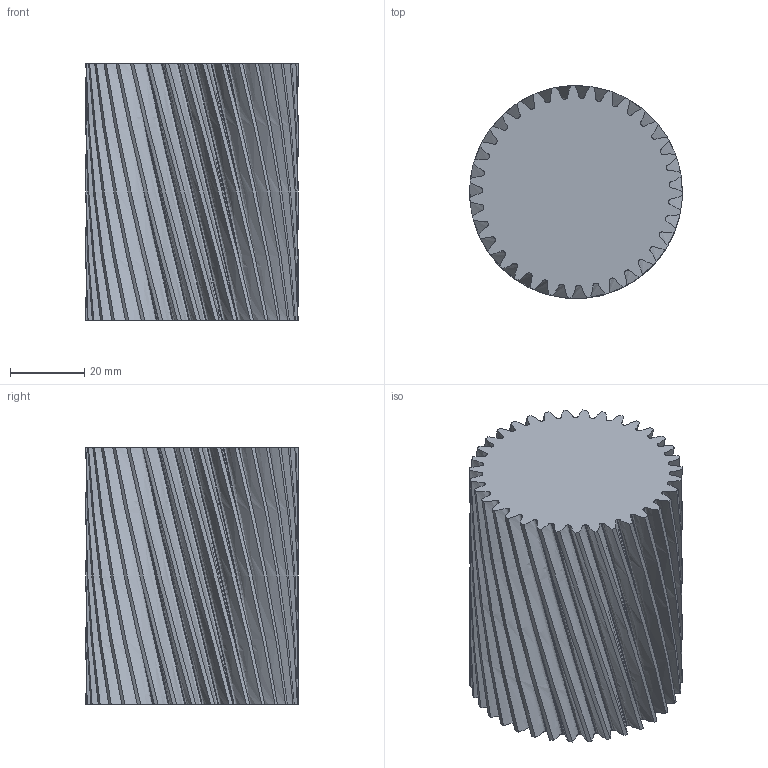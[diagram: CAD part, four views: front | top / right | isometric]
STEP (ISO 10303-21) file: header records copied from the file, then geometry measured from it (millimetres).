
FILE_DESCRIPTION( ( 'STEP AP203' ), '1' );
FILE_NAME( '00.stp', ' ', ( ' ' ), ( ' ' ), 'PSStep 18.0.17', ' ', ' ' );
FILE_SCHEMA( ( 'CONFIG_CONTROL_DESIGN' ) );
Length unit declared in the file: millimetre
Products named in the file (1): 1
Bounding box: 57.22 x 57.2 x 69 mm (x, y, z)
Volume: 157070.3 mm3; surface area: 27878.2 mm2
Topology: 1 solids, 1 shells, 177 faces, 595 edges, 420 vertices
Faces by surface type: bspline 140, cylinder 35, plane 2
Entity records: 28558 total; most frequent: CARTESIAN_POINT 24678, ORIENTED_EDGE 1190, EDGE_CURVE 595, B_SPLINE_CURVE_WITH_KNOTS 525, VERTEX_POINT 420, DIRECTION 216, ADVANCED_FACE 177, FACE_OUTER_BOUND 177
